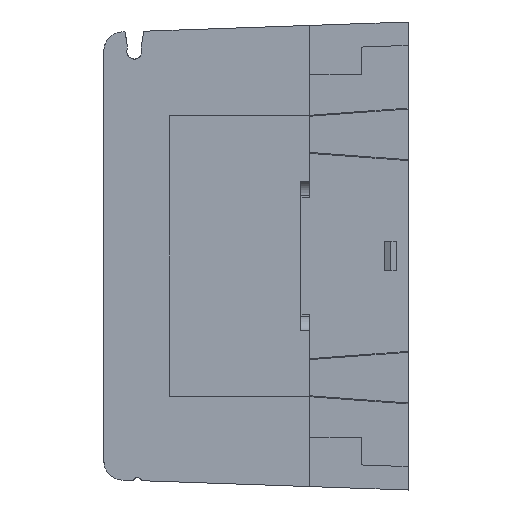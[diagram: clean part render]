
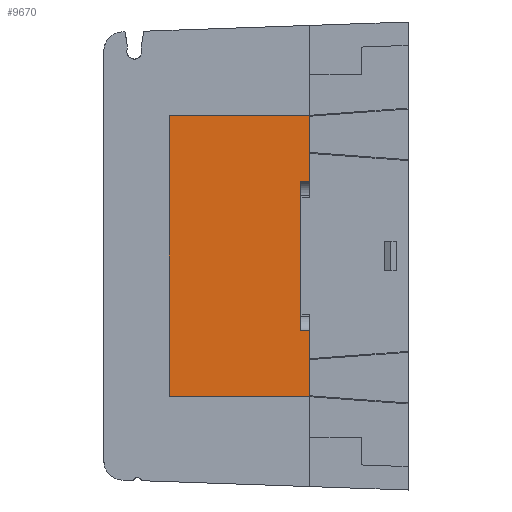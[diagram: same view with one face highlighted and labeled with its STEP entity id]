
A CAD part, left-side view. The second image highlights one B-rep face of the part: STEP entity #9670.
In plain terms, the highlighted planar face has unit normal (-1, 0, 0).
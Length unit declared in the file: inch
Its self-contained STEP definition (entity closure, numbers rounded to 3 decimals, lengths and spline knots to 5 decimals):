
#122 = VECTOR ( 'NONE', #19494, 39.37008 ) ;
#342 = EDGE_LOOP ( 'NONE', ( #36259, #38401, #14361, #38497, #8204, #18606, #16154, #22586 ) ) ;
#543 = EDGE_CURVE ( 'NONE', #15482, #18430, #31228, .T. ) ;
#1433 = DIRECTION ( 'NONE',  ( 0., 0., -1. ) ) ;
#1876 = EDGE_CURVE ( 'NONE', #19371, #2786, #34616, .T. ) ;
#2786 = VERTEX_POINT ( 'NONE', #24686 ) ;
#3829 = DIRECTION ( 'NONE',  ( 0., 0., 1. ) ) ;
#4561 = PLANE ( 'NONE',  #11849 ) ;
#4720 = CARTESIAN_POINT ( 'NONE',  ( -0.6992, 1.15, 0.7919 ) ) ;
#4839 = VECTOR ( 'NONE', #11474, 39.37008 ) ;
#5940 = LINE ( 'NONE', #6955, #22133 ) ;
#6641 = CARTESIAN_POINT ( 'NONE',  ( -0.6992, 1.15, -0.7919 ) ) ;
#6955 = CARTESIAN_POINT ( 'NONE',  ( -0.6992, 1.05, -1.5 ) ) ;
#7351 = CARTESIAN_POINT ( 'NONE',  ( -0.6992, 1.05, -1.5 ) ) ;
#8204 = ORIENTED_EDGE ( 'NONE', *, *, #31507, .T. ) ;
#9670 = ADVANCED_FACE ( 'NONE', ( #36454 ), #4561, .F. ) ;
#9675 = DIRECTION ( 'NONE',  ( 0., 0., -1. ) ) ;
#10434 = CARTESIAN_POINT ( 'NONE',  ( -0.6992, 1.05, 0.7919 ) ) ;
#11207 = VERTEX_POINT ( 'NONE', #10434 ) ;
#11474 = DIRECTION ( 'NONE',  ( 0., 1., 0. ) ) ;
#11849 = AXIS2_PLACEMENT_3D ( 'NONE', #40269, #20819, #1433 ) ;
#12221 = CARTESIAN_POINT ( 'NONE',  ( -0.6992, 1.05, -1.5 ) ) ;
#13143 = DIRECTION ( 'NONE',  ( 0., 1., 0. ) ) ;
#13996 = VECTOR ( 'NONE', #9675, 39.37008 ) ;
#14340 = DIRECTION ( 'NONE',  ( 0., -1., 0. ) ) ;
#14361 = ORIENTED_EDGE ( 'NONE', *, *, #1876, .F. ) ;
#14390 = CARTESIAN_POINT ( 'NONE',  ( -0.6992, 1.05, 1.5 ) ) ;
#14986 = LINE ( 'NONE', #4720, #21522 ) ;
#15482 = VERTEX_POINT ( 'NONE', #32831 ) ;
#16154 = ORIENTED_EDGE ( 'NONE', *, *, #543, .T. ) ;
#16421 = EDGE_CURVE ( 'NONE', #34942, #33196, #5940, .T. ) ;
#16565 = LINE ( 'NONE', #6641, #33841 ) ;
#17294 = EDGE_CURVE ( 'NONE', #18430, #34942, #23522, .T. ) ;
#18430 = VERTEX_POINT ( 'NONE', #31462 ) ;
#18606 = ORIENTED_EDGE ( 'NONE', *, *, #29586, .T. ) ;
#18893 = CARTESIAN_POINT ( 'NONE',  ( -0.6992, 2.55, -1.5 ) ) ;
#18910 = EDGE_CURVE ( 'NONE', #33196, #2786, #16565, .T. ) ;
#19371 = VERTEX_POINT ( 'NONE', #25135 ) ;
#19494 = DIRECTION ( 'NONE',  ( 0., 0., -1. ) ) ;
#20819 = DIRECTION ( 'NONE',  ( 1., 0., 0. ) ) ;
#21522 = VECTOR ( 'NONE', #14340, 39.37008 ) ;
#22133 = VECTOR ( 'NONE', #3829, 39.37008 ) ;
#22254 = EDGE_CURVE ( 'NONE', #19371, #11207, #14986, .T. ) ;
#22586 = ORIENTED_EDGE ( 'NONE', *, *, #17294, .T. ) ;
#22908 = LINE ( 'NONE', #12221, #31540 ) ;
#23522 = LINE ( 'NONE', #7351, #31112 ) ;
#24686 = CARTESIAN_POINT ( 'NONE',  ( -0.6992, 1.15, -0.7919 ) ) ;
#25135 = CARTESIAN_POINT ( 'NONE',  ( -0.6992, 1.15, 0.7919 ) ) ;
#26134 = CARTESIAN_POINT ( 'NONE',  ( -0.6992, 1.05, -1.5 ) ) ;
#26745 = DIRECTION ( 'NONE',  ( 0., -1., 0. ) ) ;
#29586 = EDGE_CURVE ( 'NONE', #42065, #15482, #38288, .T. ) ;
#31112 = VECTOR ( 'NONE', #26745, 39.37008 ) ;
#31228 = LINE ( 'NONE', #18893, #13996 ) ;
#31462 = CARTESIAN_POINT ( 'NONE',  ( -0.6992, 2.55, -1.5 ) ) ;
#31507 = EDGE_CURVE ( 'NONE', #11207, #42065, #22908, .T. ) ;
#31540 = VECTOR ( 'NONE', #38141, 39.37008 ) ;
#32831 = CARTESIAN_POINT ( 'NONE',  ( -0.6992, 2.55, 1.5 ) ) ;
#33196 = VERTEX_POINT ( 'NONE', #36098 ) ;
#33841 = VECTOR ( 'NONE', #13143, 39.37008 ) ;
#34127 = CARTESIAN_POINT ( 'NONE',  ( -0.6992, 1.05, 1.5 ) ) ;
#34616 = LINE ( 'NONE', #35684, #122 ) ;
#34942 = VERTEX_POINT ( 'NONE', #26134 ) ;
#35684 = CARTESIAN_POINT ( 'NONE',  ( -0.6992, 1.15, 0. ) ) ;
#36098 = CARTESIAN_POINT ( 'NONE',  ( -0.6992, 1.05, -0.7919 ) ) ;
#36259 = ORIENTED_EDGE ( 'NONE', *, *, #16421, .T. ) ;
#36454 = FACE_OUTER_BOUND ( 'NONE', #342, .T. ) ;
#38141 = DIRECTION ( 'NONE',  ( 0., 0., 1. ) ) ;
#38288 = LINE ( 'NONE', #34127, #4839 ) ;
#38401 = ORIENTED_EDGE ( 'NONE', *, *, #18910, .T. ) ;
#38497 = ORIENTED_EDGE ( 'NONE', *, *, #22254, .T. ) ;
#40269 = CARTESIAN_POINT ( 'NONE',  ( -0.6992, 1.8, 0. ) ) ;
#42065 = VERTEX_POINT ( 'NONE', #14390 ) ;
